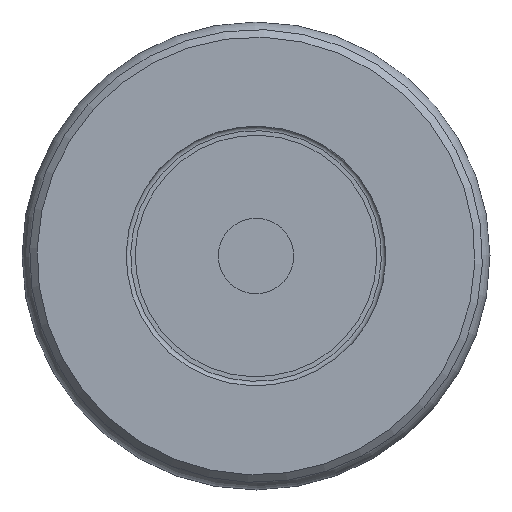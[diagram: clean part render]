
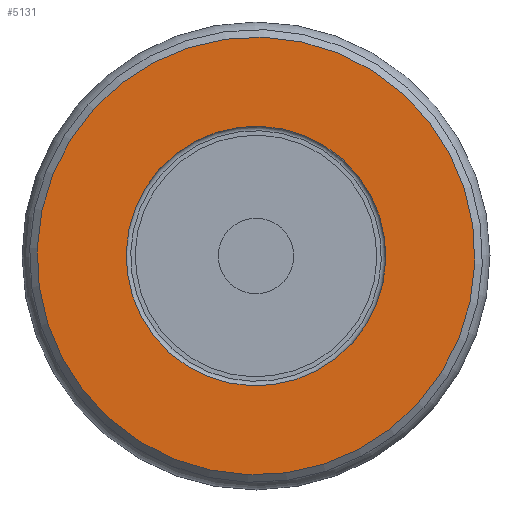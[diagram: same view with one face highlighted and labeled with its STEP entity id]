
A CAD part, front view. The second image highlights one B-rep face of the part: STEP entity #5131.
In plain terms, the highlighted planar face has unit normal (0, -1, 0).
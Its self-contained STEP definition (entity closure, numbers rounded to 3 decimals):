
#156=FACE_BOUND('',#1651,.T.);
#1349=FACE_OUTER_BOUND('',#1650,.T.);
#1650=EDGE_LOOP('',(#3623));
#1651=EDGE_LOOP('',(#3624));
#1963=CIRCLE('',#5483,8.6);
#1978=CIRCLE('',#5505,14.5);
#2140=VERTEX_POINT('',#7564);
#2152=VERTEX_POINT('',#7601);
#2702=EDGE_CURVE('',#2140,#2140,#1963,.T.);
#2720=EDGE_CURVE('',#2152,#2152,#1978,.T.);
#3623=ORIENTED_EDGE('',*,*,#2720,.F.);
#3624=ORIENTED_EDGE('',*,*,#2702,.F.);
#4992=PLANE('',#5504);
#5131=ADVANCED_FACE('',(#1349,#156),#4992,.T.);
#5483=AXIS2_PLACEMENT_3D('',#7565,#5990,#5991);
#5504=AXIS2_PLACEMENT_3D('',#7600,#6035,#6036);
#5505=AXIS2_PLACEMENT_3D('',#7602,#6037,#6038);
#5990=DIRECTION('center_axis',(0.,-1.,0.));
#5991=DIRECTION('ref_axis',(0.376,0.,0.927));
#6035=DIRECTION('center_axis',(0.,-1.,0.));
#6036=DIRECTION('ref_axis',(0.927,0.,-0.376));
#6037=DIRECTION('center_axis',(0.,1.,0.));
#6038=DIRECTION('ref_axis',(-0.376,0.,-0.927));
#7564=CARTESIAN_POINT('',(-3.235,-41.5,-7.968));
#7565=CARTESIAN_POINT('Origin',(0.,-41.5,0.));
#7600=CARTESIAN_POINT('Origin',(3.235,-41.5,7.968));
#7601=CARTESIAN_POINT('',(5.455,-41.5,13.435));
#7602=CARTESIAN_POINT('Origin',(0.,-41.5,0.));
